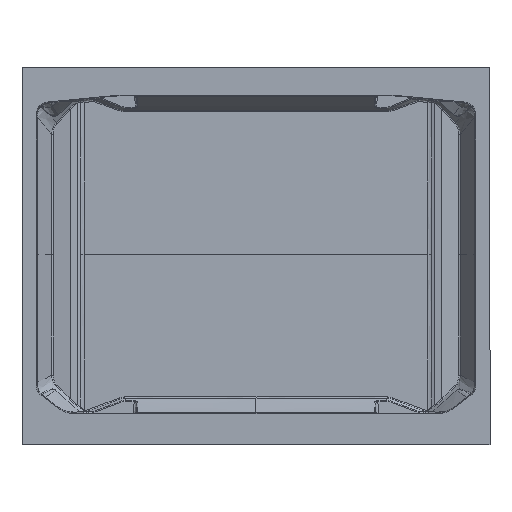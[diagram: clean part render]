
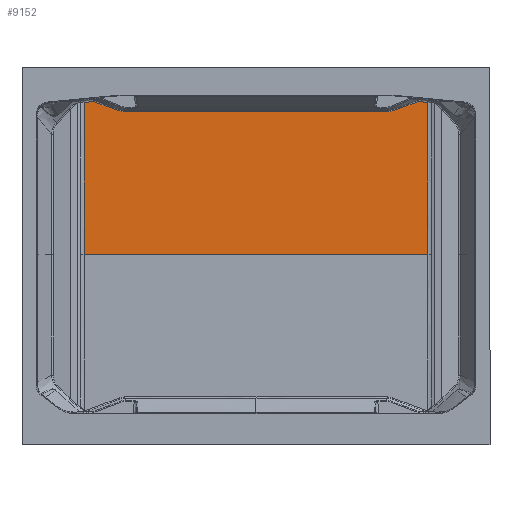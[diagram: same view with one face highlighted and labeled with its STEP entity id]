
A CAD part, front view. The second image highlights one B-rep face of the part: STEP entity #9152.
In plain terms, the highlighted planar face has unit normal (0, -1, 0).
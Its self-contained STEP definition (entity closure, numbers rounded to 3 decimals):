
#452 = EDGE_CURVE ( 'NONE', #7728, #10548, #14119, .T. ) ;
#540 = CARTESIAN_POINT ( 'NONE',  ( 114.915, 42.012, 120.649 ) ) ;
#546 = DIRECTION ( 'NONE',  ( 0.995, 0., 0.096 ) ) ;
#686 = VECTOR ( 'NONE', #4580, 1000. ) ;
#1253 = CARTESIAN_POINT ( 'NONE',  ( -111.822, 42.012, 119.796 ) ) ;
#1294 = VERTEX_POINT ( 'NONE', #8395 ) ;
#1734 = ORIENTED_EDGE ( 'NONE', *, *, #16946, .T. ) ;
#1759 = ORIENTED_EDGE ( 'NONE', *, *, #2845, .F. ) ;
#1879 = EDGE_CURVE ( 'NONE', #14624, #7728, #3121, .T. ) ;
#1888 = LINE ( 'NONE', #12411, #686 ) ;
#2029 = CARTESIAN_POINT ( 'NONE',  ( -110.201, 42.012, 119.796 ) ) ;
#2045 = VERTEX_POINT ( 'NONE', #3129 ) ;
#2072 = VECTOR ( 'NONE', #546, 1000. ) ;
#2659 = CARTESIAN_POINT ( 'NONE',  ( -110.201, 42.012, 119.796 ) ) ;
#2845 = EDGE_CURVE ( 'NONE', #7468, #14624, #12629, .T. ) ;
#3121 = B_SPLINE_CURVE_WITH_KNOTS ( 'NONE', 3,
 ( #5142, #12006, #14596, #5396 ),
 .UNSPECIFIED., .F., .F.,
 ( 4, 4 ),
 ( 0., 1. ),
 .UNSPECIFIED. ) ;
#3129 = CARTESIAN_POINT ( 'NONE',  ( 144.566, 42.012, 127.791 ) ) ;
#3371 = DIRECTION ( 'NONE',  ( 0., 1., 0. ) ) ;
#3472 = DIRECTION ( 'NONE',  ( -0.995, 0., 0.096 ) ) ;
#3646 = LINE ( 'NONE', #12939, #10782 ) ;
#3660 = VERTEX_POINT ( 'NONE', #5026 ) ;
#4134 = VERTEX_POINT ( 'NONE', #6093 ) ;
#4147 = EDGE_LOOP ( 'NONE', ( #16749, #9189, #12729, #13608, #13579, #13935, #1759, #10849, #1734, #12349 ) ) ;
#4288 = LINE ( 'NONE', #5425, #10802 ) ;
#4518 = LINE ( 'NONE', #7194, #13166 ) ;
#4580 = DIRECTION ( 'NONE',  ( 0., 0., 1. ) ) ;
#5007 = CARTESIAN_POINT ( 'NONE',  ( -114.915, 42.012, 120.649 ) ) ;
#5021 = AXIS2_PLACEMENT_3D ( 'NONE', #5892, #3371, #12495 ) ;
#5026 = CARTESIAN_POINT ( 'NONE',  ( 110.201, 42.012, 119.796 ) ) ;
#5142 = CARTESIAN_POINT ( 'NONE',  ( -136.353, 42.012, 128.585 ) ) ;
#5396 = CARTESIAN_POINT ( 'NONE',  ( -114.915, 42.012, 120.649 ) ) ;
#5425 = CARTESIAN_POINT ( 'NONE',  ( 144.566, 42.012, 0. ) ) ;
#5642 = EDGE_CURVE ( 'NONE', #10822, #7468, #1888, .T. ) ;
#5892 = CARTESIAN_POINT ( 'NONE',  ( 0., 42.012, 0. ) ) ;
#6093 = CARTESIAN_POINT ( 'NONE',  ( 144.566, 42.012, 0. ) ) ;
#7194 = CARTESIAN_POINT ( 'NONE',  ( 138.997, 42.012, 128.329 ) ) ;
#7340 = FACE_OUTER_BOUND ( 'NONE', #4147, .T. ) ;
#7468 = VERTEX_POINT ( 'NONE', #8383 ) ;
#7538 = EDGE_CURVE ( 'NONE', #3660, #10548, #3646, .T. ) ;
#7728 = VERTEX_POINT ( 'NONE', #13627 ) ;
#7831 = CARTESIAN_POINT ( 'NONE',  ( -113.396, 42.012, 120.079 ) ) ;
#8129 = B_SPLINE_CURVE_WITH_KNOTS ( 'NONE', 3,
 ( #16555, #16392, #15125, #540 ),
 .UNSPECIFIED., .F., .F.,
 ( 4, 4 ),
 ( 0., 1. ),
 .UNSPECIFIED. ) ;
#8151 = CARTESIAN_POINT ( 'NONE',  ( -136.353, 42.012, 128.585 ) ) ;
#8290 = EDGE_CURVE ( 'NONE', #16753, #1294, #8129, .T. ) ;
#8383 = CARTESIAN_POINT ( 'NONE',  ( -144.566, 42.012, 127.791 ) ) ;
#8395 = CARTESIAN_POINT ( 'NONE',  ( 114.915, 42.012, 120.649 ) ) ;
#8445 = PLANE ( 'NONE',  #5021 ) ;
#9152 = ADVANCED_FACE ( 'NONE', ( #7340 ), #8445, .F. ) ;
#9189 = ORIENTED_EDGE ( 'NONE', *, *, #8290, .T. ) ;
#9927 = CARTESIAN_POINT ( 'NONE',  ( 136.353, 42.012, 128.585 ) ) ;
#10200 = CARTESIAN_POINT ( 'NONE',  ( 114.915, 42.012, 120.649 ) ) ;
#10388 = EDGE_CURVE ( 'NONE', #4134, #2045, #4288, .T. ) ;
#10446 = B_SPLINE_CURVE_WITH_KNOTS ( 'NONE', 3,
 ( #10200, #15434, #11732, #12776 ),
 .UNSPECIFIED., .F., .F.,
 ( 4, 4 ),
 ( 0., 1. ),
 .UNSPECIFIED. ) ;
#10548 = VERTEX_POINT ( 'NONE', #2029 ) ;
#10782 = VECTOR ( 'NONE', #11467, 1000. ) ;
#10802 = VECTOR ( 'NONE', #11863, 1000. ) ;
#10822 = VERTEX_POINT ( 'NONE', #15595 ) ;
#10849 = ORIENTED_EDGE ( 'NONE', *, *, #5642, .F. ) ;
#11467 = DIRECTION ( 'NONE',  ( -1., 0., 0. ) ) ;
#11618 = DIRECTION ( 'NONE',  ( 1., 0., 0. ) ) ;
#11732 = CARTESIAN_POINT ( 'NONE',  ( 111.829, 42.012, 119.796 ) ) ;
#11863 = DIRECTION ( 'NONE',  ( 0., 0., 1. ) ) ;
#12006 = CARTESIAN_POINT ( 'NONE',  ( -129.198, 42.012, 125.966 ) ) ;
#12349 = ORIENTED_EDGE ( 'NONE', *, *, #10388, .T. ) ;
#12411 = CARTESIAN_POINT ( 'NONE',  ( -144.566, 42.012, 0. ) ) ;
#12495 = DIRECTION ( 'NONE',  ( 0., 0., 1. ) ) ;
#12608 = EDGE_CURVE ( 'NONE', #1294, #3660, #10446, .T. ) ;
#12629 = LINE ( 'NONE', #16316, #2072 ) ;
#12729 = ORIENTED_EDGE ( 'NONE', *, *, #12608, .T. ) ;
#12776 = CARTESIAN_POINT ( 'NONE',  ( 110.201, 42.012, 119.796 ) ) ;
#12922 = CARTESIAN_POINT ( 'NONE',  ( 0., 42.012, 0. ) ) ;
#12939 = CARTESIAN_POINT ( 'NONE',  ( 0., 42.012, 119.796 ) ) ;
#13008 = LINE ( 'NONE', #12922, #16422 ) ;
#13166 = VECTOR ( 'NONE', #3472, 1000. ) ;
#13579 = ORIENTED_EDGE ( 'NONE', *, *, #452, .F. ) ;
#13608 = ORIENTED_EDGE ( 'NONE', *, *, #7538, .T. ) ;
#13627 = CARTESIAN_POINT ( 'NONE',  ( -114.915, 42.012, 120.649 ) ) ;
#13935 = ORIENTED_EDGE ( 'NONE', *, *, #1879, .F. ) ;
#14119 = B_SPLINE_CURVE_WITH_KNOTS ( 'NONE', 3,
 ( #5007, #7831, #1253, #2659 ),
 .UNSPECIFIED., .F., .F.,
 ( 4, 4 ),
 ( 0., 1. ),
 .UNSPECIFIED. ) ;
#14596 = CARTESIAN_POINT ( 'NONE',  ( -122.05, 42.012, 123.324 ) ) ;
#14624 = VERTEX_POINT ( 'NONE', #8151 ) ;
#15006 = EDGE_CURVE ( 'NONE', #2045, #16753, #4518, .T. ) ;
#15125 = CARTESIAN_POINT ( 'NONE',  ( 121.572, 42.012, 123.145 ) ) ;
#15434 = CARTESIAN_POINT ( 'NONE',  ( 113.4, 42.012, 120.08 ) ) ;
#15595 = CARTESIAN_POINT ( 'NONE',  ( -144.566, 42.012, 0. ) ) ;
#16316 = CARTESIAN_POINT ( 'NONE',  ( -138.997, 42.012, 128.329 ) ) ;
#16392 = CARTESIAN_POINT ( 'NONE',  ( 128.719, 42.012, 125.79 ) ) ;
#16422 = VECTOR ( 'NONE', #11618, 1000. ) ;
#16555 = CARTESIAN_POINT ( 'NONE',  ( 136.353, 42.012, 128.585 ) ) ;
#16749 = ORIENTED_EDGE ( 'NONE', *, *, #15006, .T. ) ;
#16753 = VERTEX_POINT ( 'NONE', #9927 ) ;
#16946 = EDGE_CURVE ( 'NONE', #10822, #4134, #13008, .T. ) ;
